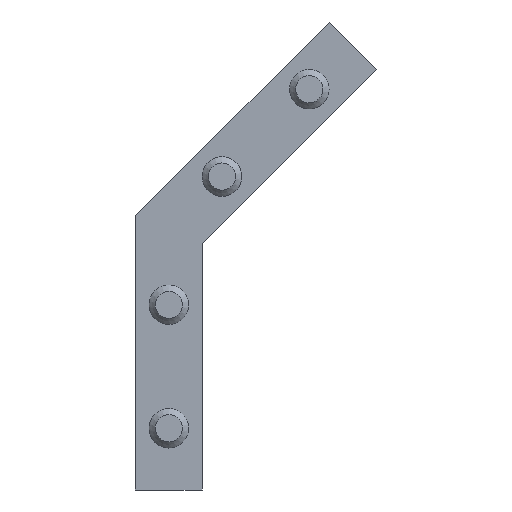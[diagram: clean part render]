
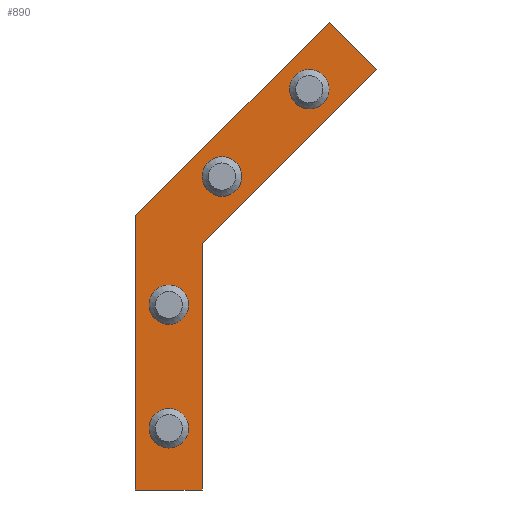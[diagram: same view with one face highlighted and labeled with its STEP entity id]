
A CAD part, front view. The second image highlights one B-rep face of the part: STEP entity #890.
In plain terms, the highlighted face is planar.
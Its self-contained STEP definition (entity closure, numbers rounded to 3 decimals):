
#890=ADVANCED_FACE('',(#944,#945,#946,#947,#948),#949,.F.);
#944=FACE_BOUND('',#1010,.T.);
#945=FACE_BOUND('',#1011,.T.);
#946=FACE_BOUND('',#1012,.T.);
#947=FACE_BOUND('',#1013,.T.);
#948=FACE_OUTER_BOUND('',#1014,.T.);
#949=PLANE('',#1015);
#1010=EDGE_LOOP('',(#1164));
#1011=EDGE_LOOP('',(#1165));
#1012=EDGE_LOOP('',(#1166));
#1013=EDGE_LOOP('',(#1167));
#1014=EDGE_LOOP('',(#1168,#1169,#1170,#1171,#1172,#1173));
#1015=AXIS2_PLACEMENT_3D('',#1174,#1175,#1176);
#1164=ORIENTED_EDGE('',*,*,#1242,.T.);
#1165=ORIENTED_EDGE('',*,*,#1243,.T.);
#1166=ORIENTED_EDGE('',*,*,#1244,.T.);
#1167=ORIENTED_EDGE('',*,*,#1245,.T.);
#1168=ORIENTED_EDGE('',*,*,#1231,.F.);
#1169=ORIENTED_EDGE('',*,*,#1241,.F.);
#1170=ORIENTED_EDGE('',*,*,#1239,.F.);
#1171=ORIENTED_EDGE('',*,*,#1237,.F.);
#1172=ORIENTED_EDGE('',*,*,#1235,.F.);
#1173=ORIENTED_EDGE('',*,*,#1233,.F.);
#1174=CARTESIAN_POINT('',(0.0,0.0,0.0));
#1175=DIRECTION('',(0.0,0.0,1.0));
#1176=DIRECTION('',(1.0,0.0,0.0));
#1231=EDGE_CURVE('',#1304,#1306,#1307,.T.);
#1233=EDGE_CURVE('',#1306,#1309,#1310,.T.);
#1235=EDGE_CURVE('',#1309,#1312,#1313,.T.);
#1237=EDGE_CURVE('',#1312,#1315,#1316,.T.);
#1239=EDGE_CURVE('',#1315,#1318,#1319,.T.);
#1241=EDGE_CURVE('',#1318,#1304,#1321,.T.);
#1242=EDGE_CURVE('',#1322,#1322,#1323,.T.);
#1243=EDGE_CURVE('',#1324,#1324,#1325,.T.);
#1244=EDGE_CURVE('',#1326,#1326,#1327,.T.);
#1245=EDGE_CURVE('',#1328,#1328,#1329,.T.);
#1304=VERTEX_POINT('',#1452);
#1306=VERTEX_POINT('',#1455);
#1307=LINE('',#1456,#1457);
#1309=VERTEX_POINT('',#1460);
#1310=LINE('',#1461,#1462);
#1312=VERTEX_POINT('',#1465);
#1313=LINE('',#1466,#1467);
#1315=VERTEX_POINT('',#1470);
#1316=LINE('',#1471,#1472);
#1318=VERTEX_POINT('',#1475);
#1319=LINE('',#1476,#1477);
#1321=LINE('',#1480,#1481);
#1322=VERTEX_POINT('',#1482);
#1323=CIRCLE('',#1483,3.4);
#1324=VERTEX_POINT('',#1484);
#1325=CIRCLE('',#1485,3.4);
#1326=VERTEX_POINT('',#1486);
#1327=CIRCLE('',#1487,3.4);
#1328=VERTEX_POINT('',#1488);
#1329=CIRCLE('',#1489,3.4);
#1452=CARTESIAN_POINT('',(0.0,0.,0.0));
#1455=CARTESIAN_POINT('',(39.244,39.244,0.0));
#1456=CARTESIAN_POINT('',(19.622,19.622,0.0));
#1457=VECTOR('',#1533,1.0);
#1460=CARTESIAN_POINT('',(29.698,48.79,0.0));
#1461=CARTESIAN_POINT('',(34.471,44.017,0.0));
#1462=VECTOR('',#1535,1.0);
#1465=CARTESIAN_POINT('',(-5.592,13.5,0.0));
#1466=CARTESIAN_POINT('',(12.053,31.145,0.0));
#1467=VECTOR('',#1537,1.0);
#1470=CARTESIAN_POINT('',(-55.5,13.5,0.0));
#1471=CARTESIAN_POINT('',(-30.546,13.5,0.0));
#1472=VECTOR('',#1539,1.0);
#1475=CARTESIAN_POINT('',(-55.5,0.,0.0));
#1476=CARTESIAN_POINT('',(-55.5,6.75,0.0));
#1477=VECTOR('',#1541,1.0);
#1480=CARTESIAN_POINT('',(-27.75,0.0,0.0));
#1481=VECTOR('',#1543,1.0);
#1482=CARTESIAN_POINT('',(-39.6,6.75,0.0));
#1483=AXIS2_PLACEMENT_3D('',#1544,#1545,#1546);
#1484=CARTESIAN_POINT('',(-14.6,6.75,0.0));
#1485=AXIS2_PLACEMENT_3D('',#1547,#1548,#1549);
#1486=CARTESIAN_POINT('',(11.355,17.501,0.0));
#1487=AXIS2_PLACEMENT_3D('',#1550,#1551,#1552);
#1488=CARTESIAN_POINT('',(29.033,35.179,0.0));
#1489=AXIS2_PLACEMENT_3D('',#1553,#1554,#1555);
#1533=DIRECTION('',(0.707,0.707,0.0));
#1535=DIRECTION('',(-0.707,0.707,0.0));
#1537=DIRECTION('',(-0.707,-0.707,0.0));
#1539=DIRECTION('',(-1.0,0.0,0.0));
#1541=DIRECTION('',(0.,-1.0,0.0));
#1543=DIRECTION('',(1.0,0.,0.0));
#1544=CARTESIAN_POINT('',(-43.0,6.75,0.0));
#1545=DIRECTION('',(0.0,0.0,1.0));
#1546=DIRECTION('',(1.0,0.0,0.0));
#1547=CARTESIAN_POINT('',(-18.0,6.75,0.0));
#1548=DIRECTION('',(0.0,0.0,1.0));
#1549=DIRECTION('',(1.0,0.0,0.0));
#1550=CARTESIAN_POINT('',(7.955,17.501,0.0));
#1551=DIRECTION('',(0.0,0.0,1.0));
#1552=DIRECTION('',(1.0,0.0,0.0));
#1553=CARTESIAN_POINT('',(25.633,35.179,0.0));
#1554=DIRECTION('',(0.0,0.0,1.0));
#1555=DIRECTION('',(1.0,0.0,0.0));
